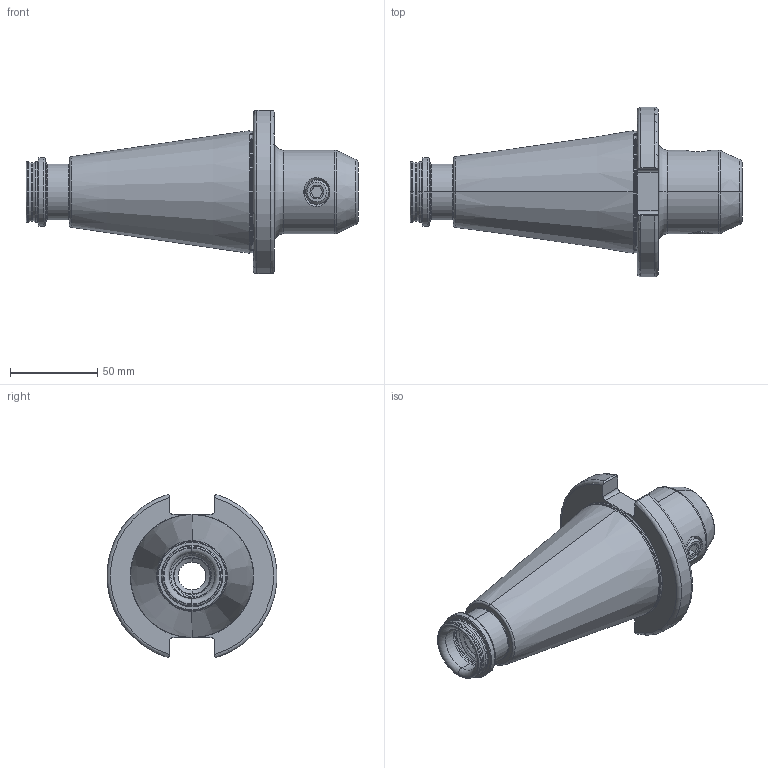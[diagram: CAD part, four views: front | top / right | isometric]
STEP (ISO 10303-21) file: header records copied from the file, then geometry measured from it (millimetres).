
FILE_DESCRIPTION (( 'STEP AP203' ), '1' );
FILE_NAME ('501.04.16.STEP', '2016-11-26T05:55:06', ( '' ), ( '' ), 'SwSTEP 2.0', 'SolidWorks 2012', '' );
FILE_SCHEMA (( 'CONFIG_CONTROL_DESIGN' ));
Length unit declared in the file: millimetre
Products named in the file (3): 側固14_M14x2_16L; 501.04.16
Assembly tree (2 placements, depth 2):
  501.04.16
    501.04.16
    側固14_M14x2_16L
Bounding box: 189.8 x 96.94 x 93.38 mm (x, y, z)
Volume: 380230.4 mm3; surface area: 58441.9 mm2
Topology: 2 solids, 2 shells, 195 faces, 492 edges, 306 vertices
Faces by surface type: cylinder 82, torus 38, cone 28, plane 28, bspline 17, sphere 2
Entity records: 17164 total; most frequent: CARTESIAN_POINT 12637, ORIENTED_EDGE 980, DIRECTION 801, EDGE_CURVE 490, AXIS2_PLACEMENT_3D 329, VERTEX_POINT 306, EDGE_LOOP 206, ADVANCED_FACE 195
